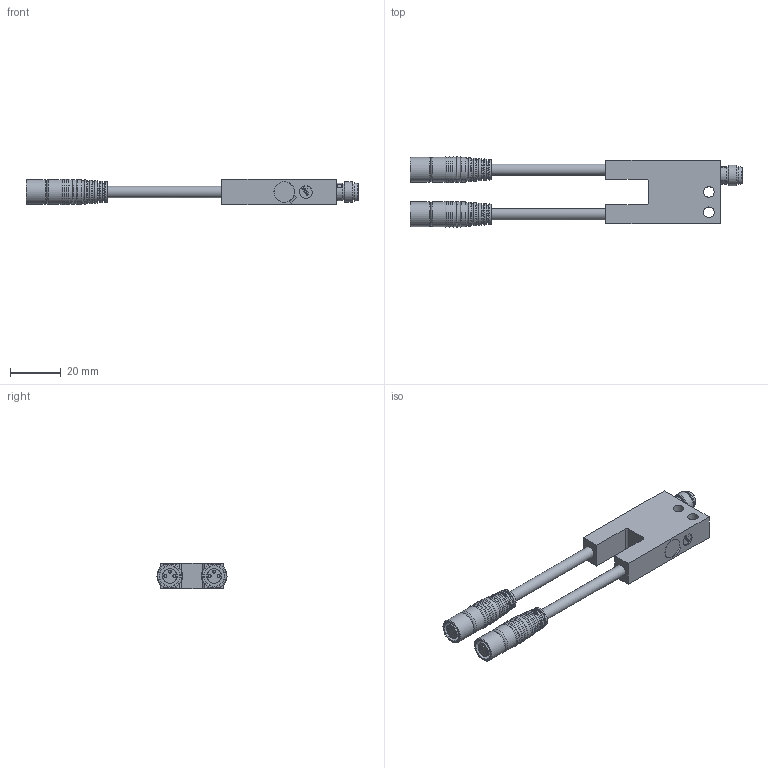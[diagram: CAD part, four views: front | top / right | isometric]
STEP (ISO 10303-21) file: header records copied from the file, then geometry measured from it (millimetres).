
FILE_DESCRIPTION(/* description */ ('DISO X xxx'),/* implementation_level */ '2;1');
FILE_NAME(/* name */ 'AV2-UND_ODER-PS-TS .stp',/* time_stamp */ '2015-07-22T09:04:44+02:00',/* author */ ('lck'),/* organization */ (''),/* preprocessor_version */ 'ST-DEVELOPER v15.6',/* originating_system */ 'Autodesk Inventor 2015',/* authorisation */ '');
FILE_SCHEMA (('AUTOMOTIVE_DESIGN { 1 0 10303 214 3 1 1 }'));
Length unit declared in the file: millimetre
Products named in the file (1): Bauteil72
Bounding box: 130.5 x 27.58 x 10.08 mm (x, y, z)
Volume: 26866.6 mm3; surface area: 16035.8 mm2
Topology: 3 solids, 9 shells, 358 faces, 890 edges, 561 vertices
Faces by surface type: plane 179, cylinder 91, torus 58, cone 27, sphere 3
Full cylindrical faces by diameter (mm): 1 x9, 2 x2, 4.2 x2, 4.5 x4, 4.6 x2, 5 x1, 5.7 x1, 5.8 x4, 6.4 x1, 6.6 x2, 6.9 x1, 7 x1, 7.2 x1, 8 x4, 8.1 x1, 9.7 x14
Entity records: 11074 total; most frequent: CARTESIAN_POINT 2742, DIRECTION 1621, ORIENTED_EDGE 1474, EDGE_CURVE 735, AXIS2_PLACEMENT_3D 661, EDGE_LOOP 537, VERTEX_POINT 532, STYLED_ITEM 359
